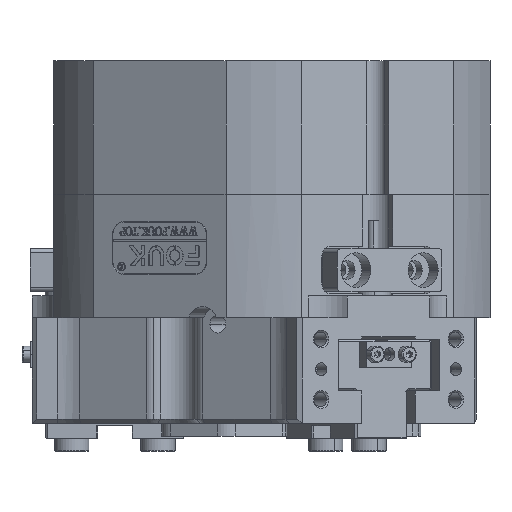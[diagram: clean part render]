
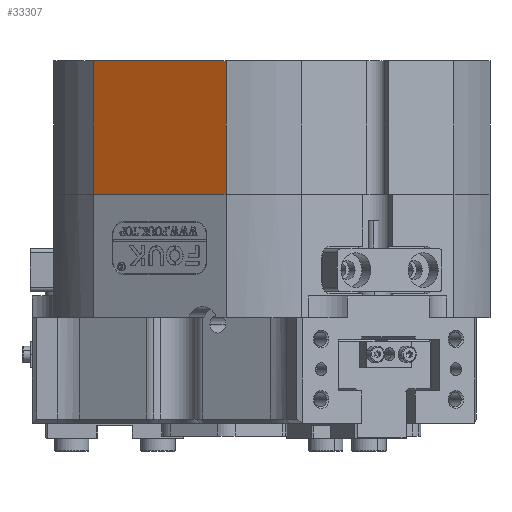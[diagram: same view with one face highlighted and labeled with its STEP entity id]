
A CAD part, front view. The second image highlights one B-rep face of the part: STEP entity #33307.
In plain terms, the highlighted face is planar.
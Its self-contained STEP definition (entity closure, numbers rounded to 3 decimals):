
#785 = DIRECTION ( 'NONE',  ( -0.5, -0.866, 0. ) ) ;
#1647 = LINE ( 'NONE', #24979, #38423 ) ;
#3459 = CARTESIAN_POINT ( 'NONE',  ( 53.041, -10.13, 0. ) ) ;
#4338 = ORIENTED_EDGE ( 'NONE', *, *, #19432, .F. ) ;
#5749 = VECTOR ( 'NONE', #35939, 1000. ) ;
#6828 = VECTOR ( 'NONE', #6863, 1000. ) ;
#6863 = DIRECTION ( 'NONE',  ( 0.5, 0.866, 0. ) ) ;
#7583 = DIRECTION ( 'NONE',  ( -0.866, 0.5, 0. ) ) ;
#8978 = VERTEX_POINT ( 'NONE', #41753 ) ;
#12958 = EDGE_LOOP ( 'NONE', ( #36093, #4338, #16982, #34186 ) ) ;
#13404 = DIRECTION ( 'NONE',  ( 0., 0., 1. ) ) ;
#14491 = LINE ( 'NONE', #15886, #5749 ) ;
#15886 = CARTESIAN_POINT ( 'NONE',  ( 35.293, -40.87, 31. ) ) ;
#16812 = CARTESIAN_POINT ( 'NONE',  ( 30.487, -49.195, 0. ) ) ;
#16982 = ORIENTED_EDGE ( 'NONE', *, *, #28801, .T. ) ;
#19432 = EDGE_CURVE ( 'NONE', #29715, #8978, #1647, .T. ) ;
#20287 = VERTEX_POINT ( 'NONE', #3459 ) ;
#22852 = LINE ( 'NONE', #31939, #28090 ) ;
#23616 = CARTESIAN_POINT ( 'NONE',  ( 35.293, -40.87, 31. ) ) ;
#24460 = EDGE_CURVE ( 'NONE', #20287, #8978, #22852, .T. ) ;
#24979 = CARTESIAN_POINT ( 'NONE',  ( 30.487, -49.195, 31. ) ) ;
#25524 = LINE ( 'NONE', #16812, #6828 ) ;
#28090 = VECTOR ( 'NONE', #13404, 1000. ) ;
#28801 = EDGE_CURVE ( 'NONE', #29715, #37674, #14491, .T. ) ;
#29715 = VERTEX_POINT ( 'NONE', #23616 ) ;
#30489 = PLANE ( 'NONE',  #38930 ) ;
#31323 = CARTESIAN_POINT ( 'NONE',  ( 35.293, -40.87, 0. ) ) ;
#31939 = CARTESIAN_POINT ( 'NONE',  ( 53.041, -10.13, 31. ) ) ;
#33307 = ADVANCED_FACE ( 'NONE', ( #40281 ), #30489, .F. ) ;
#34186 = ORIENTED_EDGE ( 'NONE', *, *, #37356, .T. ) ;
#34938 = DIRECTION ( 'NONE',  ( 0.5, 0.866, 0. ) ) ;
#35939 = DIRECTION ( 'NONE',  ( 0., 0., -1. ) ) ;
#36093 = ORIENTED_EDGE ( 'NONE', *, *, #24460, .T. ) ;
#37356 = EDGE_CURVE ( 'NONE', #37674, #20287, #25524, .T. ) ;
#37423 = CARTESIAN_POINT ( 'NONE',  ( 30.487, -49.195, 31.001 ) ) ;
#37674 = VERTEX_POINT ( 'NONE', #31323 ) ;
#38423 = VECTOR ( 'NONE', #34938, 1000. ) ;
#38930 = AXIS2_PLACEMENT_3D ( 'NONE', #37423, #7583, #785 ) ;
#40281 = FACE_OUTER_BOUND ( 'NONE', #12958, .T. ) ;
#41753 = CARTESIAN_POINT ( 'NONE',  ( 53.041, -10.13, 31. ) ) ;
